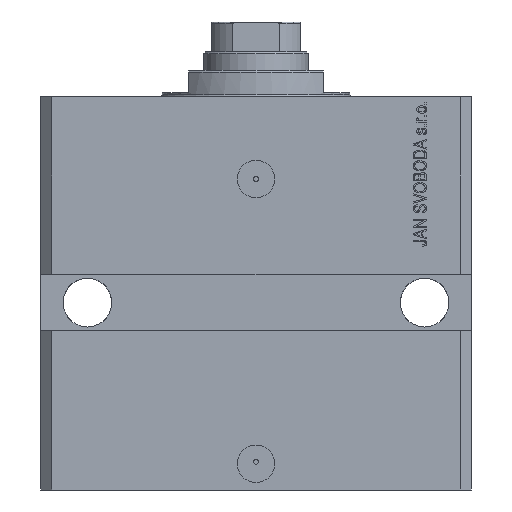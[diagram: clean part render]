
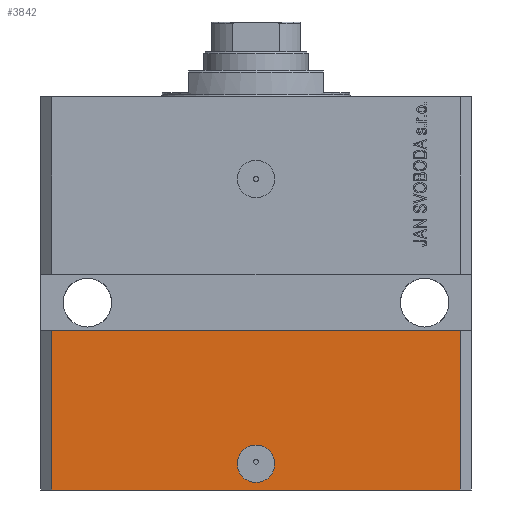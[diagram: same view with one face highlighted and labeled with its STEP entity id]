
A CAD part, front view. The second image highlights one B-rep face of the part: STEP entity #3842.
In plain terms, the highlighted planar face has unit normal (0, -1, 0).
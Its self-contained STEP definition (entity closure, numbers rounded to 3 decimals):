
#626 = PLANE ( 'NONE',  #41455 ) ;
#1951 = EDGE_CURVE ( 'NONE', #48395, #46851, #48632, .T. ) ;
#3842 = ADVANCED_FACE ( 'NONE', ( #4307, #34370 ), #626, .T. ) ;
#4307 = FACE_BOUND ( 'NONE', #48587, .T. ) ;
#5962 = VECTOR ( 'NONE', #25019, 1000. ) ;
#5963 = EDGE_CURVE ( 'NONE', #46801, #16567, #28804, .T. ) ;
#8245 = DIRECTION ( 'NONE',  ( 1., 0., 0. ) ) ;
#8961 = ORIENTED_EDGE ( 'NONE', *, *, #5963, .T. ) ;
#9093 = AXIS2_PLACEMENT_3D ( 'NONE', #36858, #44946, #11213 ) ;
#9141 = EDGE_LOOP ( 'NONE', ( #44417, #36157, #15643, #8961 ) ) ;
#11213 = DIRECTION ( 'NONE',  ( 1., 0., 0. ) ) ;
#11644 = VECTOR ( 'NONE', #43577, 1000. ) ;
#11773 = DIRECTION ( 'NONE',  ( 1., 0., 0. ) ) ;
#12084 = VERTEX_POINT ( 'NONE', #40818 ) ;
#13200 = ORIENTED_EDGE ( 'NONE', *, *, #48645, .F. ) ;
#14265 = EDGE_CURVE ( 'NONE', #37235, #12084, #33180, .T. ) ;
#14507 = VECTOR ( 'NONE', #11773, 1000. ) ;
#15643 = ORIENTED_EDGE ( 'NONE', *, *, #46461, .T. ) ;
#16567 = VERTEX_POINT ( 'NONE', #41050 ) ;
#18214 = DIRECTION ( 'NONE',  ( 1., 0., 0. ) ) ;
#18424 = CARTESIAN_POINT ( 'NONE',  ( -57.5, -45., -62.5 ) ) ;
#19216 = ORIENTED_EDGE ( 'NONE', *, *, #14265, .F. ) ;
#23943 = EDGE_CURVE ( 'NONE', #46851, #16567, #45507, .T. ) ;
#25019 = DIRECTION ( 'NONE',  ( 1., 0., 0. ) ) ;
#26090 = DIRECTION ( 'NONE',  ( 0., -1., 0. ) ) ;
#27114 = CARTESIAN_POINT ( 'NONE',  ( 5., -45., -98. ) ) ;
#27839 = CARTESIAN_POINT ( 'NONE',  ( 54.5, -45., -105. ) ) ;
#28804 = LINE ( 'NONE', #27839, #11644 ) ;
#28961 = LINE ( 'NONE', #43978, #5962 ) ;
#29025 = DIRECTION ( 'NONE',  ( 0., 0., 1. ) ) ;
#31240 = CARTESIAN_POINT ( 'NONE',  ( -54.5, -45., -105. ) ) ;
#33180 = CIRCLE ( 'NONE', #37108, 5. ) ;
#34370 = FACE_OUTER_BOUND ( 'NONE', #9141, .T. ) ;
#36157 = ORIENTED_EDGE ( 'NONE', *, *, #1951, .F. ) ;
#36858 = CARTESIAN_POINT ( 'NONE',  ( 0., -45., -98. ) ) ;
#37108 = AXIS2_PLACEMENT_3D ( 'NONE', #45046, #26090, #18214 ) ;
#37235 = VERTEX_POINT ( 'NONE', #27114 ) ;
#39191 = VECTOR ( 'NONE', #29025, 1000. ) ;
#40491 = CIRCLE ( 'NONE', #9093, 5. ) ;
#40818 = CARTESIAN_POINT ( 'NONE',  ( -5., -45., -98. ) ) ;
#41050 = CARTESIAN_POINT ( 'NONE',  ( 54.5, -45., -62.5 ) ) ;
#41455 = AXIS2_PLACEMENT_3D ( 'NONE', #45648, #41962, #8245 ) ;
#41506 = CARTESIAN_POINT ( 'NONE',  ( -54.5, -45., -105. ) ) ;
#41962 = DIRECTION ( 'NONE',  ( 0., -1., 0. ) ) ;
#43577 = DIRECTION ( 'NONE',  ( 0., 0., 1. ) ) ;
#43978 = CARTESIAN_POINT ( 'NONE',  ( -54.5, -45., -105. ) ) ;
#44417 = ORIENTED_EDGE ( 'NONE', *, *, #23943, .F. ) ;
#44946 = DIRECTION ( 'NONE',  ( 0., -1., 0. ) ) ;
#45046 = CARTESIAN_POINT ( 'NONE',  ( 0., -45., -98. ) ) ;
#45507 = LINE ( 'NONE', #18424, #14507 ) ;
#45648 = CARTESIAN_POINT ( 'NONE',  ( -54.5, -45., -105. ) ) ;
#46461 = EDGE_CURVE ( 'NONE', #48395, #46801, #28961, .T. ) ;
#46663 = CARTESIAN_POINT ( 'NONE',  ( -54.5, -45., -62.5 ) ) ;
#46801 = VERTEX_POINT ( 'NONE', #47607 ) ;
#46851 = VERTEX_POINT ( 'NONE', #46663 ) ;
#47607 = CARTESIAN_POINT ( 'NONE',  ( 54.5, -45., -105. ) ) ;
#48395 = VERTEX_POINT ( 'NONE', #31240 ) ;
#48587 = EDGE_LOOP ( 'NONE', ( #19216, #13200 ) ) ;
#48632 = LINE ( 'NONE', #41506, #39191 ) ;
#48645 = EDGE_CURVE ( 'NONE', #12084, #37235, #40491, .T. ) ;
